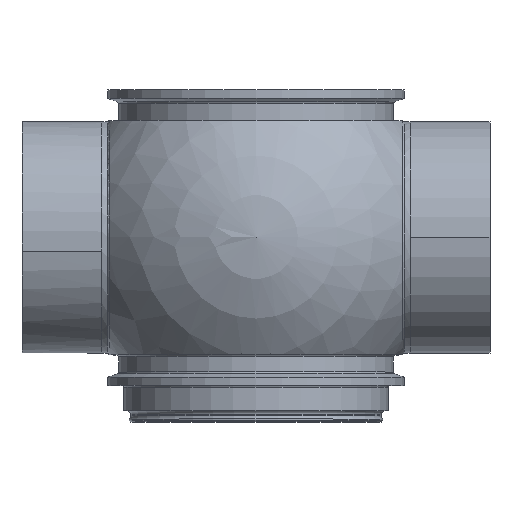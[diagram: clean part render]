
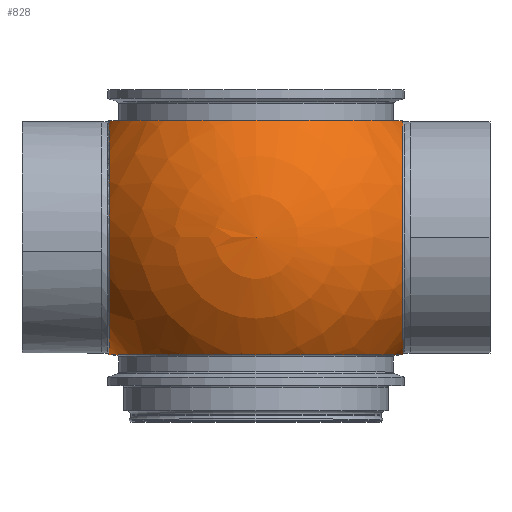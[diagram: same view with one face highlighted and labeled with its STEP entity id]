
A CAD part, top view. The second image highlights one B-rep face of the part: STEP entity #828.
In plain terms, the highlighted spherical face has radius 82.55 mm.
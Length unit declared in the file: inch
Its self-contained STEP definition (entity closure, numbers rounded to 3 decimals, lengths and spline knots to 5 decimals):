
#14 = DIRECTION ( 'NONE',  ( 0., 0., 1. ) ) ;
#86 = DIRECTION ( 'NONE',  ( 0., 1., 0. ) ) ;
#108 = VERTEX_POINT ( 'NONE', #762 ) ;
#135 = AXIS2_PLACEMENT_3D ( 'NONE', #767, #1569, #912 ) ;
#140 = ORIENTED_EDGE ( 'NONE', *, *, #1178, .T. ) ;
#179 = DIRECTION ( 'NONE',  ( 0., 1., 0. ) ) ;
#184 = AXIS2_PLACEMENT_3D ( 'NONE', #885, #14, #1006 ) ;
#207 = CARTESIAN_POINT ( 'NONE',  ( 2.54, 1.16546, 0. ) ) ;
#212 = EDGE_CURVE ( 'NONE', #1120, #443, #1286, .T. ) ;
#227 = CARTESIAN_POINT ( 'NONE',  ( 2.54, 5.21, 0.20642 ) ) ;
#260 = DIRECTION ( 'NONE',  ( -1., 0., 0. ) ) ;
#288 = AXIS2_PLACEMENT_3D ( 'NONE', #1013, #179, #1110 ) ;
#327 = CIRCLE ( 'NONE', #288, 2.53563 ) ;
#348 = DIRECTION ( 'NONE',  ( 1., 0., 0. ) ) ;
#368 = VERTEX_POINT ( 'NONE', #1229 ) ;
#427 = CIRCLE ( 'NONE', #452, 2.54837 ) ;
#440 = AXIS2_PLACEMENT_3D ( 'NONE', #700, #1390, #260 ) ;
#441 = VERTEX_POINT ( 'NONE', #518 ) ;
#443 = VERTEX_POINT ( 'NONE', #207 ) ;
#452 = AXIS2_PLACEMENT_3D ( 'NONE', #949, #86, #1054 ) ;
#461 = VERTEX_POINT ( 'NONE', #1042 ) ;
#503 = AXIS2_PLACEMENT_3D ( 'NONE', #1353, #671, #1488 ) ;
#512 = DIRECTION ( 'NONE',  ( 0., -1., 0. ) ) ;
#518 = CARTESIAN_POINT ( 'NONE',  ( 2.53563, 1.16, 0. ) ) ;
#524 = CIRCLE ( 'NONE', #503, 3.25 ) ;
#589 = ORIENTED_EDGE ( 'NONE', *, *, #212, .F. ) ;
#671 = DIRECTION ( 'NONE',  ( 0., 0., -1. ) ) ;
#684 = ORIENTED_EDGE ( 'NONE', *, *, #1247, .F. ) ;
#700 = CARTESIAN_POINT ( 'NONE',  ( 0., 3.193, 0. ) ) ;
#761 = EDGE_CURVE ( 'NONE', #461, #368, #524, .T. ) ;
#762 = CARTESIAN_POINT ( 'NONE',  ( -2.54, 5.21, 0.20642 ) ) ;
#767 = CARTESIAN_POINT ( 'NONE',  ( -2.54, 3.193, 0. ) ) ;
#808 = ORIENTED_EDGE ( 'NONE', *, *, #761, .F. ) ;
#828 = ADVANCED_FACE ( 'NONE', ( #1094 ), #1405, .T. ) ;
#836 = ORIENTED_EDGE ( 'NONE', *, *, #1618, .F. ) ;
#844 = AXIS2_PLACEMENT_3D ( 'NONE', #1119, #348, #512 ) ;
#885 = CARTESIAN_POINT ( 'NONE',  ( 0., 3.193, 0. ) ) ;
#912 = DIRECTION ( 'NONE',  ( 0., 1., 0. ) ) ;
#949 = CARTESIAN_POINT ( 'NONE',  ( 0., 5.21, 0. ) ) ;
#979 = EDGE_CURVE ( 'NONE', #461, #441, #327, .T. ) ;
#1006 = DIRECTION ( 'NONE',  ( 1., 0., 0. ) ) ;
#1013 = CARTESIAN_POINT ( 'NONE',  ( 0., 1.16, 0. ) ) ;
#1042 = CARTESIAN_POINT ( 'NONE',  ( -2.53563, 1.16, 0. ) ) ;
#1054 = DIRECTION ( 'NONE',  ( -1., 0., 0. ) ) ;
#1094 = FACE_OUTER_BOUND ( 'NONE', #1508, .T. ) ;
#1110 = DIRECTION ( 'NONE',  ( -1., 0., 0. ) ) ;
#1119 = CARTESIAN_POINT ( 'NONE',  ( 2.54, 3.193, 0. ) ) ;
#1120 = VERTEX_POINT ( 'NONE', #227 ) ;
#1176 = ORIENTED_EDGE ( 'NONE', *, *, #979, .T. ) ;
#1178 = EDGE_CURVE ( 'NONE', #441, #443, #1215, .T. ) ;
#1215 = CIRCLE ( 'NONE', #184, 3.25 ) ;
#1229 = CARTESIAN_POINT ( 'NONE',  ( -2.54, 1.16546, 0. ) ) ;
#1247 = EDGE_CURVE ( 'NONE', #368, #108, #1459, .T. ) ;
#1286 = CIRCLE ( 'NONE', #844, 2.02754 ) ;
#1353 = CARTESIAN_POINT ( 'NONE',  ( 0., 3.193, 0. ) ) ;
#1390 = DIRECTION ( 'NONE',  ( 0., 0., 1. ) ) ;
#1405 = SPHERICAL_SURFACE ( 'NONE', #440, 3.25 ) ;
#1459 = CIRCLE ( 'NONE', #135, 2.02754 ) ;
#1488 = DIRECTION ( 'NONE',  ( -1., 0., 0. ) ) ;
#1508 = EDGE_LOOP ( 'NONE', ( #1176, #140, #589, #836, #684, #808 ) ) ;
#1569 = DIRECTION ( 'NONE',  ( -1., 0., 0. ) ) ;
#1618 = EDGE_CURVE ( 'NONE', #108, #1120, #427, .T. ) ;
